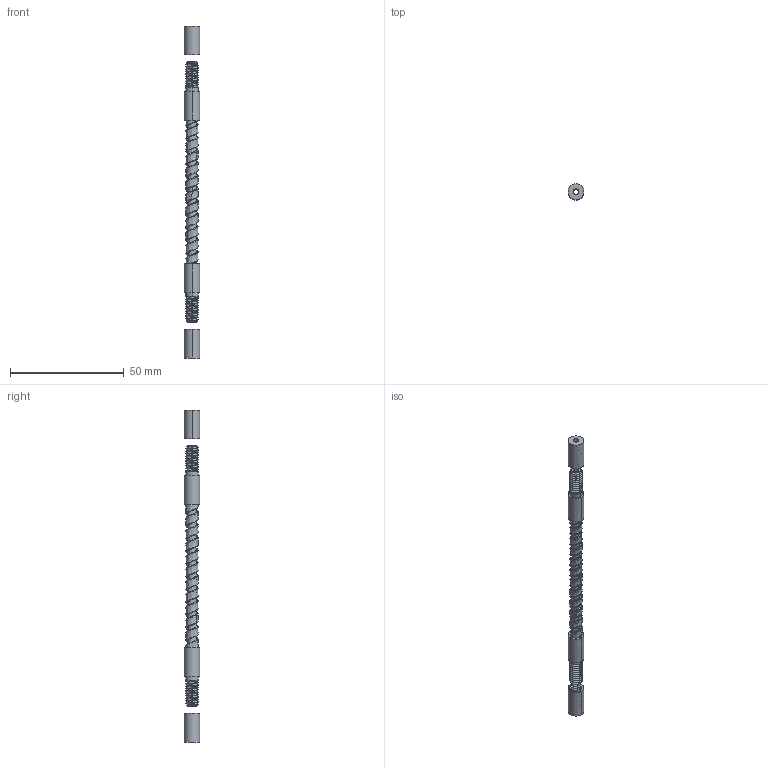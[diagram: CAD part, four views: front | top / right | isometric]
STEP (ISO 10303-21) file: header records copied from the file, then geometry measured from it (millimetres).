
FILE_DESCRIPTION((''),'2;1');
FILE_NAME('193399_ASM','2016-03-02T',('pdmadmin'),(''),'PRO/ENGINEER BY PARAMETRIC TECHNOLOGY CORPORATION, 2013230','PRO/ENGINEER BY PARAMETRIC TECHNOLOGY CORPORATION, 2013230','');
FILE_SCHEMA(('CONFIG_CONTROL_DESIGN'));
Length unit declared in the file: inch
Products named in the file (5): 15498; 39262; 39263; 42825_ASM; 193399_ASM
Assembly tree (6 placements, depth 3):
  193399_ASM
    42825_ASM
      15498
      39262  x2
      39263  x2
Bounding box: 6.99 x 6.99 x 145.7 mm (x, y, z)
Volume: 1653.4 mm3; surface area: 6169 mm2
Topology: 5 solids, 5 shells, 454 faces, 1258 edges, 814 vertices
Faces by surface type: bspline 256, cylinder 136, plane 44, cone 18
Entity records: 36578 total; most frequent: CARTESIAN_POINT 31244, ORIENTED_EDGE 1402, EDGE_CURVE 701, DIRECTION 548, VERTEX_POINT 448, B_SPLINE_CURVE_WITH_KNOTS 438, EDGE_LOOP 263, FACE_OUTER_BOUND 259
